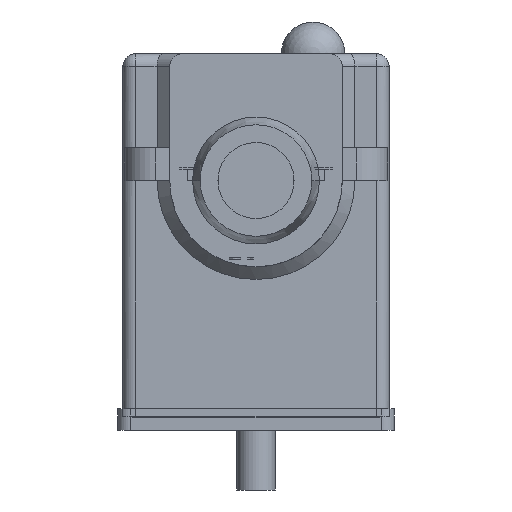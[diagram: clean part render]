
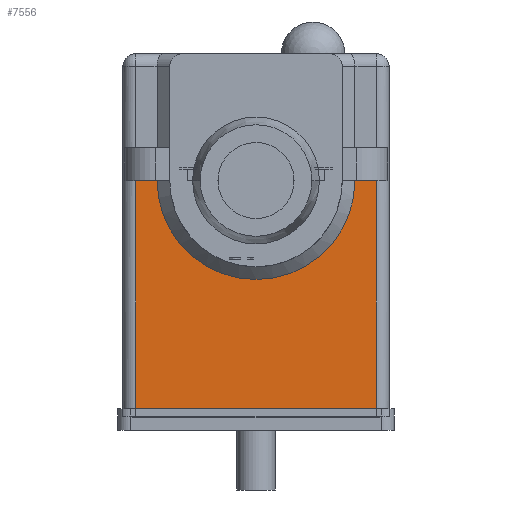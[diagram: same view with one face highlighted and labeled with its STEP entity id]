
A CAD part, front view. The second image highlights one B-rep face of the part: STEP entity #7556.
In plain terms, the highlighted planar face has unit normal (0, -1, 0).
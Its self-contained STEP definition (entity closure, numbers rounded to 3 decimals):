
#213 = DIRECTION ( 'NONE',  ( -1., 0., 0. ) ) ;
#1237 = VECTOR ( 'NONE', #213, 1000. ) ;
#1895 = LINE ( 'NONE', #4681, #5337 ) ;
#1897 = PLANE ( 'NONE',  #8358 ) ;
#2253 = VECTOR ( 'NONE', #12231, 1000. ) ;
#2642 = VERTEX_POINT ( 'NONE', #3513 ) ;
#2756 = CARTESIAN_POINT ( 'NONE',  ( 0., -14.2, 16.198 ) ) ;
#2785 = LINE ( 'NONE', #14741, #4243 ) ;
#3043 = CARTESIAN_POINT ( 'NONE',  ( 9.5, -14.2, 16.198 ) ) ;
#3404 = VECTOR ( 'NONE', #6970, 1000. ) ;
#3513 = CARTESIAN_POINT ( 'NONE',  ( -9.5, -14.2, 16.198 ) ) ;
#3768 = EDGE_CURVE ( 'NONE', #9203, #8049, #14926, .T. ) ;
#4126 = DIRECTION ( 'NONE',  ( -1., 0., 0. ) ) ;
#4209 = EDGE_CURVE ( 'NONE', #11734, #11519, #8641, .T. ) ;
#4243 = VECTOR ( 'NONE', #6708, 1000. ) ;
#4628 = ORIENTED_EDGE ( 'NONE', *, *, #14745, .T. ) ;
#4681 = CARTESIAN_POINT ( 'NONE',  ( 9.5, -14.2, 16.198 ) ) ;
#5045 = EDGE_CURVE ( 'NONE', #9676, #11734, #1895, .T. ) ;
#5329 = ORIENTED_EDGE ( 'NONE', *, *, #3768, .F. ) ;
#5337 = VECTOR ( 'NONE', #13799, 1000. ) ;
#5342 = LINE ( 'NONE', #8675, #2253 ) ;
#6029 = CARTESIAN_POINT ( 'NONE',  ( 9.5, -14.2, -2.402 ) ) ;
#6708 = DIRECTION ( 'NONE',  ( -1., 0., 0. ) ) ;
#6970 = DIRECTION ( 'NONE',  ( 0., 0., -1. ) ) ;
#7096 = ORIENTED_EDGE ( 'NONE', *, *, #4209, .F. ) ;
#7170 = ORIENTED_EDGE ( 'NONE', *, *, #5045, .F. ) ;
#7556 = ADVANCED_FACE ( 'NONE', ( #8537 ), #1897, .T. ) ;
#8049 = VERTEX_POINT ( 'NONE', #9136 ) ;
#8204 = ORIENTED_EDGE ( 'NONE', *, *, #9427, .T. ) ;
#8358 = AXIS2_PLACEMENT_3D ( 'NONE', #3043, #12375, #4126 ) ;
#8537 = FACE_OUTER_BOUND ( 'NONE', #12597, .T. ) ;
#8641 = LINE ( 'NONE', #6029, #1237 ) ;
#8675 = CARTESIAN_POINT ( 'NONE',  ( -7.8, -14.2, 16.198 ) ) ;
#9136 = CARTESIAN_POINT ( 'NONE',  ( 7.8, -14.2, 16.198 ) ) ;
#9154 = CARTESIAN_POINT ( 'NONE',  ( -7.8, -14.2, 16.198 ) ) ;
#9203 = VERTEX_POINT ( 'NONE', #9154 ) ;
#9427 = EDGE_CURVE ( 'NONE', #9203, #2642, #5342, .T. ) ;
#9676 = VERTEX_POINT ( 'NONE', #14159 ) ;
#10698 = LINE ( 'NONE', #15062, #3404 ) ;
#11272 = ORIENTED_EDGE ( 'NONE', *, *, #11553, .T. ) ;
#11519 = VERTEX_POINT ( 'NONE', #12242 ) ;
#11553 = EDGE_CURVE ( 'NONE', #2642, #11519, #10698, .T. ) ;
#11734 = VERTEX_POINT ( 'NONE', #12329 ) ;
#11901 = DIRECTION ( 'NONE',  ( 1., 0., 0. ) ) ;
#12097 = DIRECTION ( 'NONE',  ( 0., -1., 0. ) ) ;
#12231 = DIRECTION ( 'NONE',  ( -1., 0., 0. ) ) ;
#12242 = CARTESIAN_POINT ( 'NONE',  ( -9.5, -14.2, -2.402 ) ) ;
#12329 = CARTESIAN_POINT ( 'NONE',  ( 9.5, -14.2, -2.402 ) ) ;
#12375 = DIRECTION ( 'NONE',  ( 0., -1., 0. ) ) ;
#12597 = EDGE_LOOP ( 'NONE', ( #8204, #11272, #7096, #7170, #4628, #5329 ) ) ;
#13799 = DIRECTION ( 'NONE',  ( 0., 0., -1. ) ) ;
#14159 = CARTESIAN_POINT ( 'NONE',  ( 9.5, -14.2, 16.198 ) ) ;
#14589 = AXIS2_PLACEMENT_3D ( 'NONE', #2756, #12097, #11901 ) ;
#14741 = CARTESIAN_POINT ( 'NONE',  ( 9.5, -14.2, 16.198 ) ) ;
#14745 = EDGE_CURVE ( 'NONE', #9676, #8049, #2785, .T. ) ;
#14926 = CIRCLE ( 'NONE', #14589, 7.8 ) ;
#15062 = CARTESIAN_POINT ( 'NONE',  ( -9.5, -14.2, 16.198 ) ) ;
